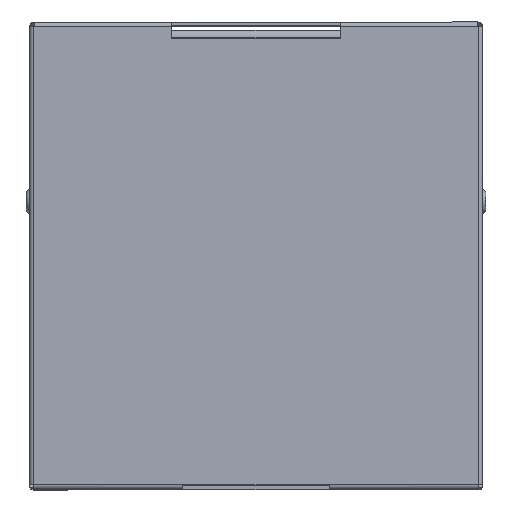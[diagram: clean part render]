
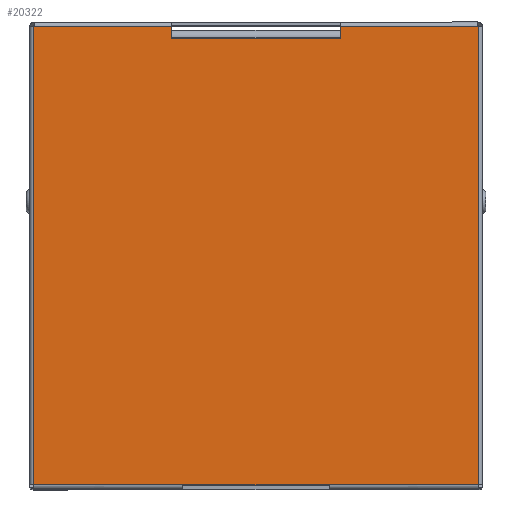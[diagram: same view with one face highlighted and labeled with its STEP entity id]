
A CAD part, top view. The second image highlights one B-rep face of the part: STEP entity #20322.
In plain terms, the highlighted planar face has unit normal (0, 0, 1).
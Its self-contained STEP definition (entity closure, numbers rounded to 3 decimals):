
#4120=ORIENTED_EDGE('',*,*,#8475,.T.);
#4121=ORIENTED_EDGE('',*,*,#8476,.T.);
#4122=ORIENTED_EDGE('',*,*,#8477,.T.);
#4123=ORIENTED_EDGE('',*,*,#8478,.T.);
#4124=ORIENTED_EDGE('',*,*,#8479,.T.);
#4125=ORIENTED_EDGE('',*,*,#8480,.T.);
#4126=ORIENTED_EDGE('',*,*,#8481,.T.);
#4127=ORIENTED_EDGE('',*,*,#8482,.T.);
#4128=ORIENTED_EDGE('',*,*,#8483,.T.);
#4129=ORIENTED_EDGE('',*,*,#8484,.F.);
#8475=EDGE_CURVE('',#10913,#10914,#13164,.T.);
#8476=EDGE_CURVE('',#10914,#10915,#13165,.T.);
#8477=EDGE_CURVE('',#10915,#10916,#13166,.T.);
#8478=EDGE_CURVE('',#10916,#10917,#13167,.T.);
#8479=EDGE_CURVE('',#10917,#10918,#13168,.T.);
#8480=EDGE_CURVE('',#10918,#10919,#13169,.T.);
#8481=EDGE_CURVE('',#10919,#10920,#13170,.T.);
#8482=EDGE_CURVE('',#10920,#10921,#13171,.T.);
#8483=EDGE_CURVE('',#10921,#10922,#13172,.T.);
#8484=EDGE_CURVE('',#10913,#10922,#13173,.T.);
#10913=VERTEX_POINT('',#33152);
#10914=VERTEX_POINT('',#33153);
#10915=VERTEX_POINT('',#33155);
#10916=VERTEX_POINT('',#33157);
#10917=VERTEX_POINT('',#33159);
#10918=VERTEX_POINT('',#33161);
#10919=VERTEX_POINT('',#33163);
#10920=VERTEX_POINT('',#33165);
#10921=VERTEX_POINT('',#33167);
#10922=VERTEX_POINT('',#33169);
#13164=LINE('',#33151,#15594);
#13165=LINE('',#33154,#15595);
#13166=LINE('',#33156,#15596);
#13167=LINE('',#33158,#15597);
#13168=LINE('',#33160,#15598);
#13169=LINE('',#33162,#15599);
#13170=LINE('',#33164,#15600);
#13171=LINE('',#33166,#15601);
#13172=LINE('',#33168,#15602);
#13173=LINE('',#33170,#15603);
#15594=VECTOR('',#27075,1000.);
#15595=VECTOR('',#27076,1000.);
#15596=VECTOR('',#27077,1000.);
#15597=VECTOR('',#27078,1000.);
#15598=VECTOR('',#27079,1000.);
#15599=VECTOR('',#27080,1000.);
#15600=VECTOR('',#27081,1000.);
#15601=VECTOR('',#27082,1000.);
#15602=VECTOR('',#27083,1000.);
#15603=VECTOR('',#27084,1000.);
#17228=EDGE_LOOP('',(#4120,#4121,#4122,#4123,#4124,#4125,#4126,#4127,#4128,
#4129));
#18398=FACE_BOUND('',#17228,.T.);
#19415=PLANE('',#23320);
#20322=ADVANCED_FACE('',(#18398),#19415,.T.);
#23320=AXIS2_PLACEMENT_3D('',#33150,#27073,#27074);
#27073=DIRECTION('',(0.,0.,1.));
#27074=DIRECTION('',(0.,-1.,0.));
#27075=DIRECTION('',(-1.,0.,0.));
#27076=DIRECTION('',(0.,1.,0.));
#27077=DIRECTION('',(-1.,0.,0.));
#27078=DIRECTION('',(-1.,0.,0.));
#27079=DIRECTION('',(0.,-1.,0.));
#27080=DIRECTION('',(1.,0.,0.));
#27081=DIRECTION('',(0.,1.,0.));
#27082=DIRECTION('',(-1.,0.,0.));
#27083=DIRECTION('',(-1.,0.,0.));
#27084=DIRECTION('',(0.,1.,0.));
#33150=CARTESIAN_POINT('',(0.,0.,16.4));
#33151=CARTESIAN_POINT('',(11.,15.9,16.4));
#33152=CARTESIAN_POINT('',(11.,15.9,16.4));
#33153=CARTESIAN_POINT('',(5.,15.9,16.4));
#33154=CARTESIAN_POINT('',(5.,15.9,16.4));
#33155=CARTESIAN_POINT('',(5.,16.35,16.4));
#33156=CARTESIAN_POINT('',(16.,16.35,16.4));
#33157=CARTESIAN_POINT('',(0.16,16.35,16.4));
#33158=CARTESIAN_POINT('',(16.,16.35,16.4));
#33159=CARTESIAN_POINT('',(0.15,16.35,16.4));
#33160=CARTESIAN_POINT('',(0.15,16.35,16.4));
#33161=CARTESIAN_POINT('',(0.15,0.15,16.4));
#33162=CARTESIAN_POINT('',(0.,0.15,16.4));
#33163=CARTESIAN_POINT('',(15.85,0.15,16.4));
#33164=CARTESIAN_POINT('',(15.85,0.15,16.4));
#33165=CARTESIAN_POINT('',(15.85,16.35,16.4));
#33166=CARTESIAN_POINT('',(16.,16.35,16.4));
#33167=CARTESIAN_POINT('',(15.84,16.35,16.4));
#33168=CARTESIAN_POINT('',(16.,16.35,16.4));
#33169=CARTESIAN_POINT('',(11.,16.35,16.4));
#33170=CARTESIAN_POINT('',(11.,15.9,16.4));
